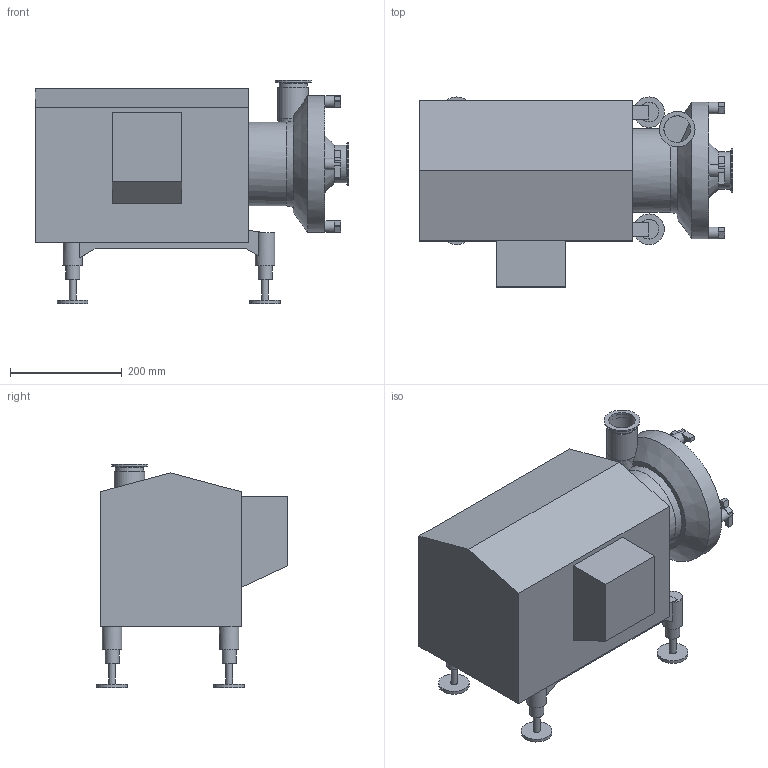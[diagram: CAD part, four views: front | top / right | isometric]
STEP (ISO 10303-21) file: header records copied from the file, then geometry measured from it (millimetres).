
FILE_DESCRIPTION(/* description */ (''),/* implementation_level */ '2;1');
FILE_NAME(/* name */ '',/* time_stamp */ '2024-11-22T10:21:15+09:00',/* author */ ('m'),/* organization */ (''),/* preprocessor_version */ 'ST-DEVELOPER v20',/* originating_system */ 'Autodesk Inventor 2025',/* authorisation */ '');
FILE_SCHEMA (('CONFIG_CONTROL_DESIGN'));
Length unit declared in the file: millimetre
Products named in the file (1): EZN2_037_25X20-CXC2_脚付
Bounding box: 563 x 341.5 x 400 mm (x, y, z)
Volume: 30314983.8 mm3; surface area: 851757.1 mm2
Topology: 1 solids, 5 shells, 168 faces, 406 edges, 264 vertices
Faces by surface type: plane 121, cylinder 33, cone 11, bspline 2, torus 1
Full cylindrical faces by diameter (mm): 10.917 x4, 12 x4, 21 x4, 25 x4, 35 x4, 47.8 x1, 50.8 x1, 54.8 x1, 55 x4, 63.5 x1, 64 x1, 67.5 x1, 77.5 x1, 150 x1, 245 x1
Entity records: 5135 total; most frequent: CARTESIAN_POINT 1065, DIRECTION 842, ORIENTED_EDGE 808, EDGE_CURVE 404, AXIS2_PLACEMENT_3D 290, VERTEX_POINT 264, LINE 262, VECTOR 262
